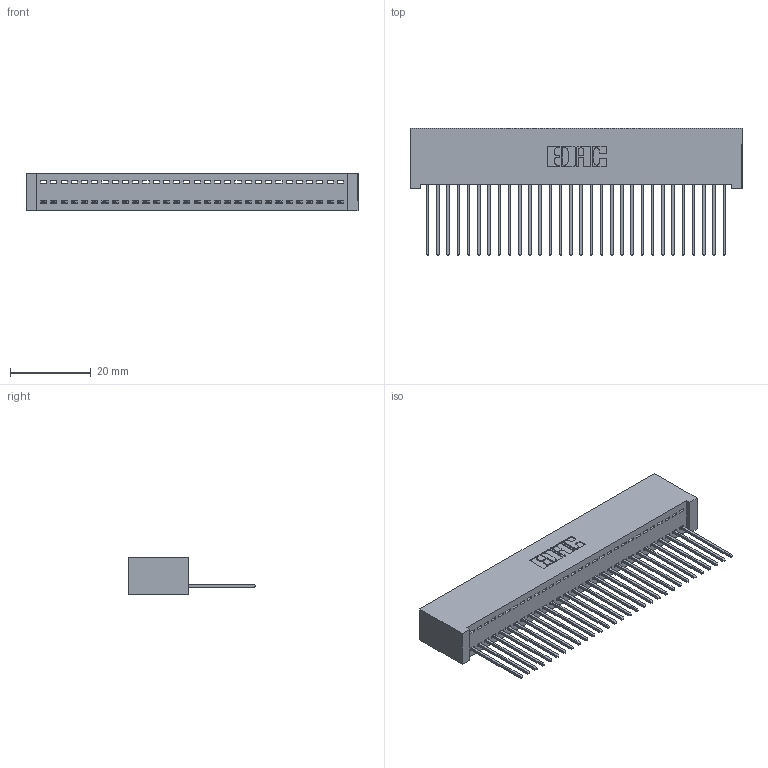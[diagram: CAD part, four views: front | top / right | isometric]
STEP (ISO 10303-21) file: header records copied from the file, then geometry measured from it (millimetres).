
FILE_DESCRIPTION (( 'STEP AP203' ), '1' );
FILE_NAME ('392-030-542-101.STEP', '2019-10-07T13:31:43', ( '' ), ( '' ), 'SwSTEP 2.0', 'SolidWorks 2016', '' );
FILE_SCHEMA (( 'CONFIG_CONTROL_DESIGN' ));
Length unit declared in the file: inch
Products named in the file (3): 342 Part_Lugless; 345-292-001_345-293-142; 392-030-542-101
Assembly tree (31 placements, depth 2):
  392-030-542-101
    342 Part_Lugless
    345-292-001_345-293-142  x30
Bounding box: 82.45 x 31.63 x 9.4 mm (x, y, z)
Volume: 7660.6 mm3; surface area: 11755.6 mm2
Topology: 31 solids, 31 shells, 1842 faces, 5555 edges, 3662 vertices
Faces by surface type: plane 1322, cylinder 520
Entity records: 19501 total; most frequent: CARTESIAN_POINT 3372, ORIENTED_EDGE 3338, DIRECTION 2861, EDGE_CURVE 1669, LINE 1549, VECTOR 1549, VERTEX_POINT 1110, AXIS2_PLACEMENT_3D 656
